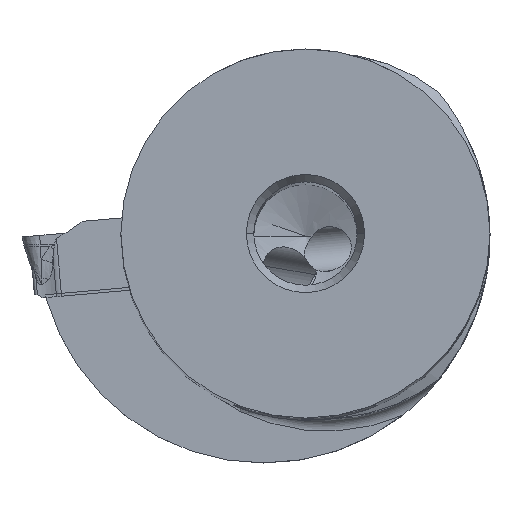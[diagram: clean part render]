
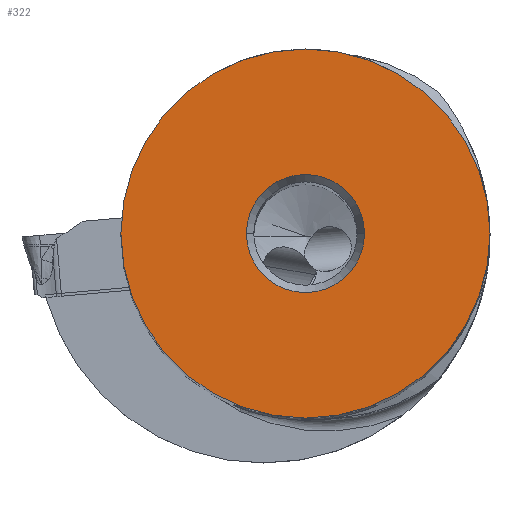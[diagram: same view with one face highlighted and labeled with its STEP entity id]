
A CAD part, top view. The second image highlights one B-rep face of the part: STEP entity #322.
In plain terms, the highlighted planar face has unit normal (0, 0, 1).
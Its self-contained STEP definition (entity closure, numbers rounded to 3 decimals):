
#49=FACE_BOUND('',#700,.T.);
#50=FACE_BOUND('',#701,.T.);
#322=ADVANCED_FACE('',(#49,#50),#409,.T.);
#409=PLANE('',#3477);
#700=EDGE_LOOP('',(#1411,#1412));
#701=EDGE_LOOP('',(#1413,#1414));
#1411=ORIENTED_EDGE('',*,*,#2387,.F.);
#1412=ORIENTED_EDGE('',*,*,#2392,.F.);
#1413=ORIENTED_EDGE('',*,*,#2393,.F.);
#1414=ORIENTED_EDGE('',*,*,#2394,.F.);
#1956=VERTEX_POINT('',#9571);
#1957=VERTEX_POINT('',#9573);
#1962=VERTEX_POINT('',#9586);
#1963=VERTEX_POINT('',#9587);
#2387=EDGE_CURVE('',#1957,#1956,#2825,.T.);
#2392=EDGE_CURVE('',#1956,#1957,#2826,.T.);
#2393=EDGE_CURVE('',#1962,#1963,#2827,.T.);
#2394=EDGE_CURVE('',#1963,#1962,#2828,.T.);
#2825=CIRCLE('',#3470,12.5);
#2826=CIRCLE('',#3474,12.5);
#2827=CIRCLE('',#3475,4.);
#2828=CIRCLE('',#3476,4.);
#3470=AXIS2_PLACEMENT_3D('',#9574,#3987,#3988);
#3474=AXIS2_PLACEMENT_3D('',#9584,#3997,#3998);
#3475=AXIS2_PLACEMENT_3D('',#9585,#3999,#4000);
#3476=AXIS2_PLACEMENT_3D('',#9588,#4001,#4002);
#3477=AXIS2_PLACEMENT_3D('',#9589,#4003,#4004);
#3987=DIRECTION('',(0.,0.,-1.));
#3988=DIRECTION('',(-1.,0.,0.));
#3997=DIRECTION('',(0.,0.,-1.));
#3998=DIRECTION('',(1.,0.,0.));
#3999=DIRECTION('',(0.,0.,1.));
#4000=DIRECTION('',(-1.,0.,0.));
#4001=DIRECTION('',(0.,0.,1.));
#4002=DIRECTION('',(1.,0.,0.));
#4003=DIRECTION('',(0.,0.,1.));
#4004=DIRECTION('',(-1.,0.,0.));
#9571=CARTESIAN_POINT('',(12.5,0.,0.));
#9573=CARTESIAN_POINT('',(-12.5,0.,0.));
#9574=CARTESIAN_POINT('',(0.,0.,0.));
#9584=CARTESIAN_POINT('',(0.,0.,0.));
#9585=CARTESIAN_POINT('',(0.,0.,0.));
#9586=CARTESIAN_POINT('',(-4.,0.,0.));
#9587=CARTESIAN_POINT('',(4.,0.,0.));
#9588=CARTESIAN_POINT('',(0.,0.,0.));
#9589=CARTESIAN_POINT('',(0.,0.,0.));
